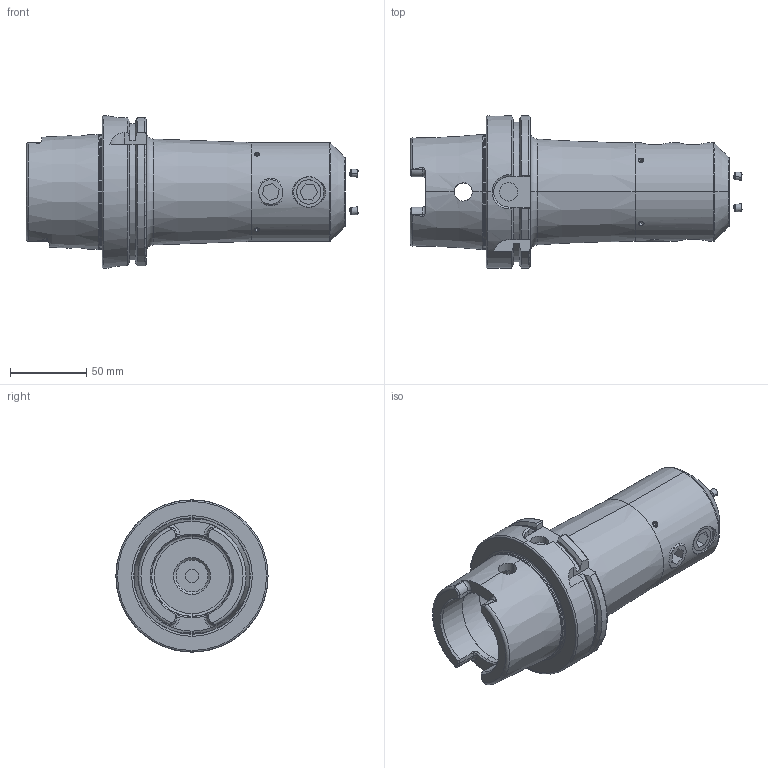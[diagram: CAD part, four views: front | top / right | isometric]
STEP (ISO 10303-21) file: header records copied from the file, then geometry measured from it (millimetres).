
FILE_DESCRIPTION (( 'STEP AP203' ), '1' );
FILE_NAME ('91100A-WK25160.STEP', '2022-07-19T12:36:43', ( '' ), ( '' ), 'SwSTEP 2.0', 'SolidWorks 2018', '' );
FILE_SCHEMA (( 'CONFIG_CONTROL_DESIGN' ));
Length unit declared in the file: millimetre
Products named in the file (6): HSKA100EK25160WW-M&G-R04; GS-M18X20X2-DIN1835-B; GS-M5X5_DIN 913 - M5 x 5-N; GS-M4X4_DIN 913 - M4 x 4-N; HSKA100EK25160WW-R01; 91100A-WK25160
Assembly tree (12 placements, depth 3):
  91100A-WK25160
    HSKA100EK25160WW-R01
      HSKA100EK25160WW-M&G-R04
      GS-M18X20X2-DIN1835-B  x2
      GS-M5X5_DIN 913 - M5 x 5-N  x4
      GS-M4X4_DIN 913 - M4 x 4-N  x4
Bounding box: 218.36 x 100 x 100 mm (x, y, z)
Volume: 655524.3 mm3; surface area: 91749.8 mm2
Topology: 11 solids, 11 shells, 508 faces, 1265 edges, 794 vertices
Faces by surface type: cone 169, plane 154, cylinder 138, torus 33, bspline 10, sphere 4
Entity records: 12415 total; most frequent: CARTESIAN_POINT 4347, ORIENTED_EDGE 1550, DIRECTION 1496, EDGE_CURVE 775, AXIS2_PLACEMENT_3D 602, VERTEX_POINT 486, EDGE_LOOP 341, FACE_OUTER_BOUND 307
